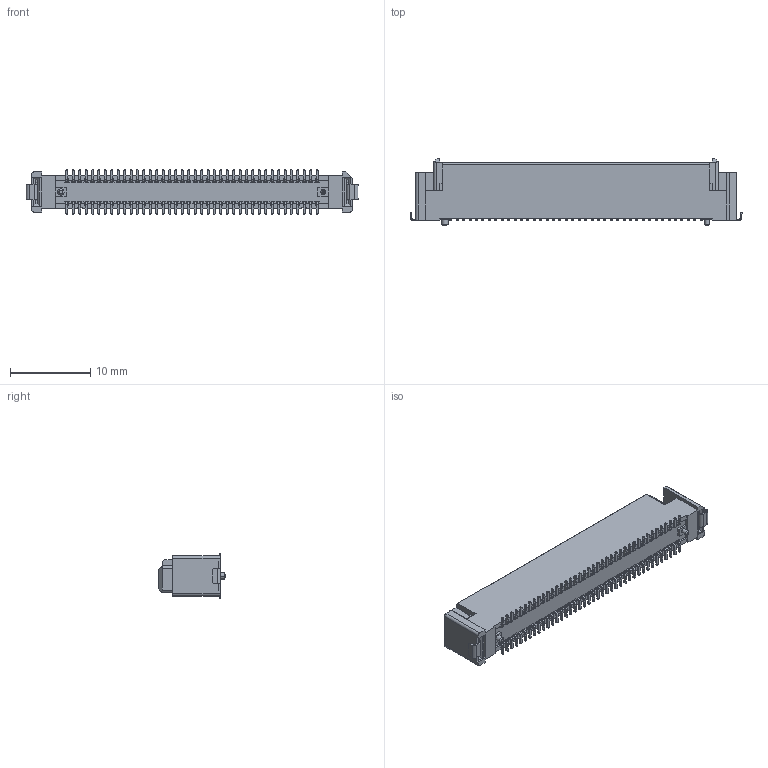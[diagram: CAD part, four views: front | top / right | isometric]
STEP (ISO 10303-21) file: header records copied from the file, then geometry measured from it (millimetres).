
FILE_DESCRIPTION( ('This file contains a STEP AP42 implementation' ,'as created by ZW3D STEP Interface translator.') ,'2;1' );
FILE_NAME( '3615-PXXX-077XXR01.stp' ,'23 322. 92346', (''), ('ZWCAD Software Co.'), 'Version 1.0', 'ZW3D to STEP translator', '' );
FILE_SCHEMA(('AUTOMOTIVE_DESIGN { 1 0 10303 214 1 1 1 1 }'));
Length unit declared in the file: millimetre
Products named in the file (2): 0; 3615-PXXX-077XXR01
Bounding box: 41.4 x 8.35 x 5.5 mm (x, y, z)
Volume: 883.3 mm3; surface area: 1367.4 mm2
Topology: 1 solids, 1 shells, 2622 faces, 7183 edges, 4560 vertices
Faces by surface type: plane 2265, cylinder 351, cone 6
Entity records: 83777 total; most frequent: CARTESIAN_POINT 14390, ORIENTED_EDGE 14366, DIRECTION 13133, EDGE_CURVE 7183, VECTOR 6463, LINE 6463, VERTEX_POINT 4560, AXIS2_PLACEMENT_3D 3335
